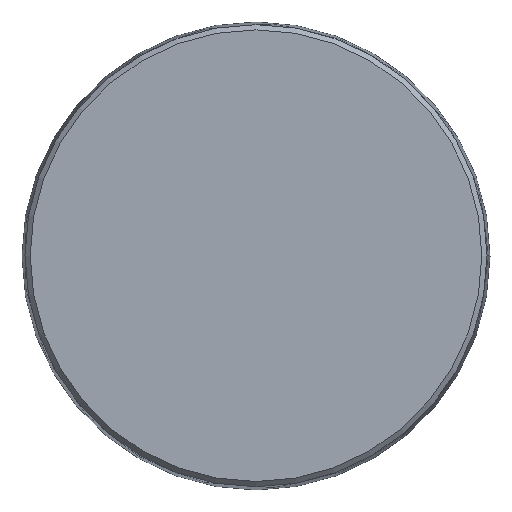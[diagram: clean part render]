
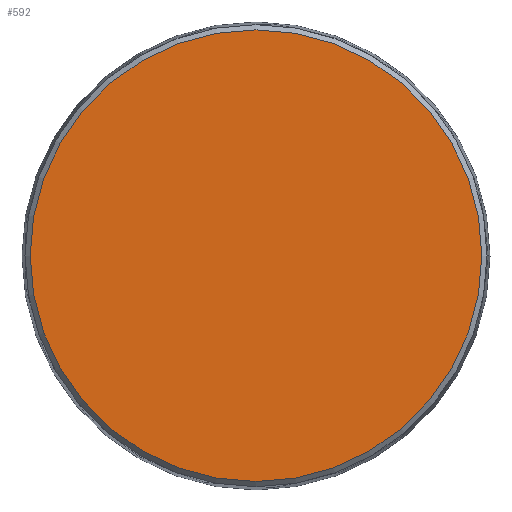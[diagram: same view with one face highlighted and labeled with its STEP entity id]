
A CAD part, top view. The second image highlights one B-rep face of the part: STEP entity #592.
In plain terms, the highlighted planar face has unit normal (0, 0, 1).
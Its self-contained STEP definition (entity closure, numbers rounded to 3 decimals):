
#96=FACE_OUTER_BOUND('',#135,.T.);
#135=EDGE_LOOP('',(#490));
#184=CIRCLE('',#756,22.);
#296=VERTEX_POINT('',#1125);
#364=EDGE_CURVE('',#296,#296,#184,.T.);
#490=ORIENTED_EDGE('',*,*,#364,.F.);
#564=PLANE('',#759);
#592=ADVANCED_FACE('',(#96),#564,.T.);
#756=AXIS2_PLACEMENT_3D('',#1127,#901,#902);
#759=AXIS2_PLACEMENT_3D('',#1132,#908,#909);
#901=DIRECTION('center_axis',(0.,0.,-1.));
#902=DIRECTION('ref_axis',(-1.,0.,0.));
#908=DIRECTION('center_axis',(0.,0.,1.));
#909=DIRECTION('ref_axis',(1.,0.,0.));
#1125=CARTESIAN_POINT('',(22.,0.,17.));
#1127=CARTESIAN_POINT('Origin',(0.,0.,17.));
#1132=CARTESIAN_POINT('Origin',(0.,0.,17.));
